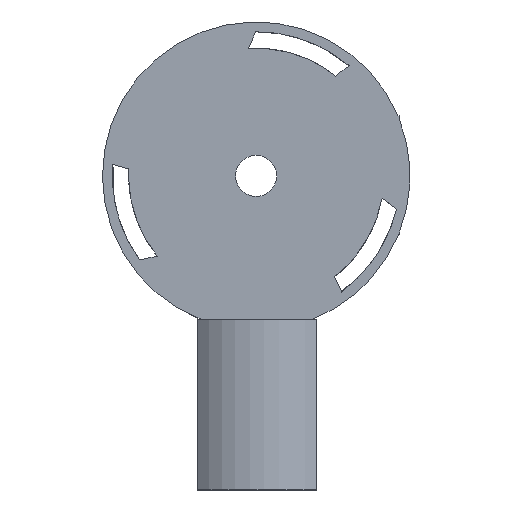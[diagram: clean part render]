
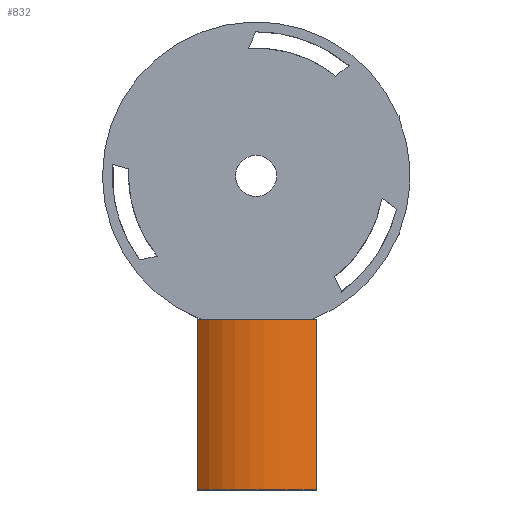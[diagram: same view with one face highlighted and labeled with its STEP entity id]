
A CAD part, top view. The second image highlights one B-rep face of the part: STEP entity #832.
In plain terms, the highlighted cylindrical face has radius 21.185 mm (diameter 42.369 mm), a partial arc.
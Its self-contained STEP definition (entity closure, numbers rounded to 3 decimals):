
#86=FACE_OUTER_BOUND('',#129,.T.);
#129=EDGE_LOOP('',(#584,#585,#586,#587));
#191=LINE('',#1177,#268);
#194=LINE('',#1185,#271);
#268=VECTOR('',#965,10.);
#271=VECTOR('',#972,10.);
#332=CIRCLE('',#880,21.185);
#333=CIRCLE('',#881,21.185);
#367=VERTEX_POINT('',#1174);
#368=VERTEX_POINT('',#1176);
#370=VERTEX_POINT('',#1182);
#371=VERTEX_POINT('',#1184);
#453=EDGE_CURVE('',#367,#368,#191,.T.);
#456=EDGE_CURVE('',#370,#367,#332,.T.);
#457=EDGE_CURVE('',#370,#371,#194,.T.);
#458=EDGE_CURVE('',#368,#371,#333,.F.);
#584=ORIENTED_EDGE('',*,*,#456,.F.);
#585=ORIENTED_EDGE('',*,*,#457,.T.);
#586=ORIENTED_EDGE('',*,*,#458,.F.);
#587=ORIENTED_EDGE('',*,*,#453,.F.);
#815=CYLINDRICAL_SURFACE('',#879,21.185);
#832=ADVANCED_FACE('',(#86),#815,.T.);
#879=AXIS2_PLACEMENT_3D('',#1181,#968,#969);
#880=AXIS2_PLACEMENT_3D('',#1183,#970,#971);
#881=AXIS2_PLACEMENT_3D('',#1186,#973,#974);
#965=DIRECTION('',(0.,1.,0.));
#968=DIRECTION('center_axis',(0.,1.,0.));
#969=DIRECTION('ref_axis',(0.684,0.,0.729));
#970=DIRECTION('center_axis',(0.,-1.,0.));
#971=DIRECTION('ref_axis',(0.684,0.,0.729));
#972=DIRECTION('',(0.,1.,0.));
#973=DIRECTION('center_axis',(0.,-1.,0.));
#974=DIRECTION('ref_axis',(0.684,0.,0.729));
#1174=CARTESIAN_POINT('',(-14.3,-76.536,11.));
#1176=CARTESIAN_POINT('',(-14.3,-35.036,11.));
#1177=CARTESIAN_POINT('',(-14.3,-76.536,11.));
#1181=CARTESIAN_POINT('Origin',(0.2,-76.536,-4.445));
#1182=CARTESIAN_POINT('',(14.7,-76.536,11.));
#1183=CARTESIAN_POINT('Origin',(0.2,-76.536,-4.445));
#1184=CARTESIAN_POINT('',(14.7,-35.036,11.));
#1185=CARTESIAN_POINT('',(14.7,-76.536,11.));
#1186=CARTESIAN_POINT('Origin',(0.2,-35.036,-4.445));
